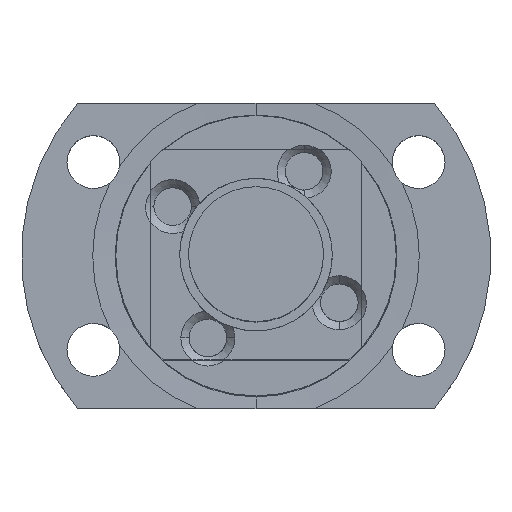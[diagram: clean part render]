
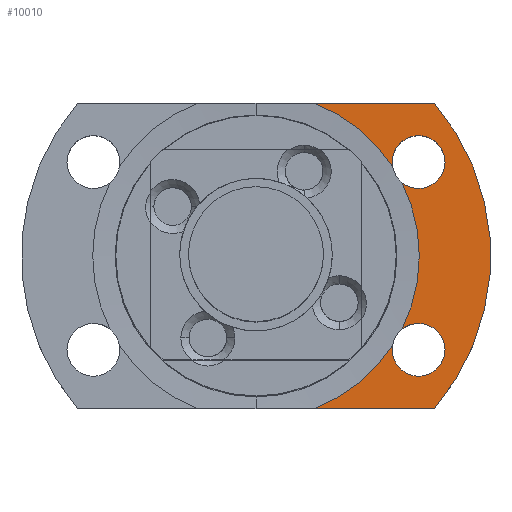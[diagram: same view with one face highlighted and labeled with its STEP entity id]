
A CAD part, top view. The second image highlights one B-rep face of the part: STEP entity #10010.
In plain terms, the highlighted planar face has unit normal (0, 0, 1).
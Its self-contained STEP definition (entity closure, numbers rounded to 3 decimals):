
#1930=CARTESIAN_POINT('',(15.199,-13.,62.75));
#1940=VERTEX_POINT('217347-1430975224-643150304734-0 892972',#1930);
#2380=CARTESIAN_POINT('',(4.958,-13.,62.75));
#2390=VERTEX_POINT('217347-1430975224-643150304734-0 892975',#2380);
#2420=CARTESIAN_POINT('',(0.,-13.,62.75));
#2430=DIRECTION('',(-1.,-0.,0.));
#2440=VECTOR('',#2430,1.);
#2450=LINE('',#2420,#2440);
#2460=EDGE_CURVE('217347-1430975224-643150304734-0 892979',#1940,#2390,
#2450,.T.);
#2630=CARTESIAN_POINT('',(0.,0.,
62.75));
#2640=DIRECTION('',(0.,0.,1.));
#2650=DIRECTION('',(1.,0.,-0.));
#2660=AXIS2_PLACEMENT_3D('',#2630,#2640,#2650);
#2670=CIRCLE('',#2660,20.);
#2680=CARTESIAN_POINT('',(15.199,13.,62.75));
#2690=VERTEX_POINT('217347-1430975224-643150304734-0 893024',#2680);
#2700=EDGE_CURVE('217347-1430975224-643150304734-0 893034',#1940,#2690,
#2670,.T.);
#2990=CARTESIAN_POINT('',(11.606,8.,62.75));
#3000=VERTEX_POINT('',#2990);
#3090=CARTESIAN_POINT('',(16.106,8.,62.75));
#3100=VERTEX_POINT('',#3090);
#3130=CARTESIAN_POINT('',(13.856,8.,62.75));
#3140=DIRECTION('',(0.,0.,1.));
#3150=DIRECTION('',(1.,0.,-0.));
#3160=AXIS2_PLACEMENT_3D('',#3130,#3140,#3150);
#3170=CIRCLE('',#3160,2.25);
#3180=CARTESIAN_POINT('',(12.422,6.266,62.75));
#3190=VERTEX_POINT('217347-1430975224-643150304734-0 893325',#3180);
#3200=EDGE_CURVE('217347-1430975224-643150304734-0 893062',#3190,#3100,
#3170,.T.);
#3870=CARTESIAN_POINT('',(11.638,7.625,62.75));
#3880=VERTEX_POINT('217347-1430975224-643150304734-0 893316',#3870);
#3910=EDGE_CURVE('217347-1430975224-643150304734-0 893062',#3000,#3880,
#3170,.T.);
#4110=CARTESIAN_POINT('',(0.,13.,62.75));
#4120=DIRECTION('',(1.,-0.,-0.));
#4130=VECTOR('',#4120,1.);
#4140=LINE('',#4110,#4130);
#4150=CARTESIAN_POINT('',(4.958,13.,62.75));
#4160=VERTEX_POINT('217347-1430975224-643150304734-0 893094',#4150);
#4170=EDGE_CURVE('217347-1430975224-643150304734-0 893105',#4160,#2690,
#4140,.T.);
#5910=CARTESIAN_POINT('',(16.106,-8.,62.75));
#5920=VERTEX_POINT('',#5910);
#6010=CARTESIAN_POINT('',(11.606,-8.,62.75));
#6020=VERTEX_POINT('',#6010);
#6050=CARTESIAN_POINT('',(13.856,-8.,62.75));
#6060=DIRECTION('',(0.,0.,1.));
#6070=DIRECTION('',(1.,0.,-0.));
#6080=AXIS2_PLACEMENT_3D('',#6050,#6060,#6070);
#6090=CIRCLE('',#6080,2.25);
#6100=CARTESIAN_POINT('',(11.638,-7.625,62.75));
#6110=VERTEX_POINT('217347-1430975224-643150304734-0 893366',#6100);
#6120=EDGE_CURVE('217347-1430975224-643150304734-0 893194',#6110,#6020,
#6090,.T.);
#6790=CARTESIAN_POINT('',(12.422,-6.266,62.75));
#6800=VERTEX_POINT('217347-1430975224-643150304734-0 893357',#6790);
#6830=EDGE_CURVE('217347-1430975224-643150304734-0 893194',#5920,#6800,
#6090,.T.);
#9620=CARTESIAN_POINT('',(2.822,-15.6,62.75));
#9630=DIRECTION('',(0.,0.,1.));
#9640=DIRECTION('',(1.,0.,-0.));
#9650=AXIS2_PLACEMENT_3D('',#9620,#9630,#9640);
#9660=PLANE('',#9650);
#9670=CARTESIAN_POINT('',(0.,0.,
62.75));
#9680=DIRECTION('',(0.,0.,1.));
#9690=DIRECTION('',(0.,1.,0.));
#9700=AXIS2_PLACEMENT_3D('',#9670,#9680,#9690);
#9710=CIRCLE('',#9700,13.913);
#9720=EDGE_CURVE('217347-1430975224-643150304734-0 893438',#3880,#4160,
#9710,.T.);
#9730=ORIENTED_EDGE('',*,*,#9720,.F.);
#9740=ORIENTED_EDGE('',*,*,#4170,.F.);
#9750=ORIENTED_EDGE('',*,*,#2700,.T.);
#9760=ORIENTED_EDGE('',*,*,#2460,.F.);
#9770=CARTESIAN_POINT('',(0.,0.,
62.75));
#9780=DIRECTION('',(0.,0.,1.));
#9790=DIRECTION('',(0.,1.,0.));
#9800=AXIS2_PLACEMENT_3D('',#9770,#9780,#9790);
#9810=CIRCLE('',#9800,13.913);
#9820=EDGE_CURVE('217347-1430975224-643150304734-0 893426',#2390,#6110,
#9810,.T.);
#9830=ORIENTED_EDGE('',*,*,#9820,.F.);
#9840=ORIENTED_EDGE('',*,*,#6120,.F.);
#9850=EDGE_CURVE('217347-1430975224-643150304734-0 893194',#6020,#5920,
#6090,.T.);
#9860=ORIENTED_EDGE('',*,*,#9850,.F.);
#9870=ORIENTED_EDGE('',*,*,#6830,.F.);
#9880=CARTESIAN_POINT('',(0.,0.,
62.75));
#9890=DIRECTION('',(0.,0.,1.));
#9900=DIRECTION('',(0.,1.,0.));
#9910=AXIS2_PLACEMENT_3D('',#9880,#9890,#9900);
#9920=CIRCLE('',#9910,13.913);
#9930=EDGE_CURVE('217347-1430975224-643150304734-0 893408',#6800,#3190,
#9920,.T.);
#9940=ORIENTED_EDGE('',*,*,#9930,.F.);
#9950=ORIENTED_EDGE('',*,*,#3200,.F.);
#9960=EDGE_CURVE('217347-1430975224-643150304734-0 893062',#3100,#3000,
#3170,.T.);
#9970=ORIENTED_EDGE('',*,*,#9960,.F.);
#9980=ORIENTED_EDGE('',*,*,#3910,.F.);
#9990=EDGE_LOOP('',(#9980,#9970,#9950,#9940,#9870,#9860,#9840,#9830,
#9760,#9750,#9740,#9730));
#10000=FACE_OUTER_BOUND('',#9990,.T.);
#10010=ADVANCED_FACE('217347-1430975224-643150304734-0 893395',(#10000),
#9660,.T.);
